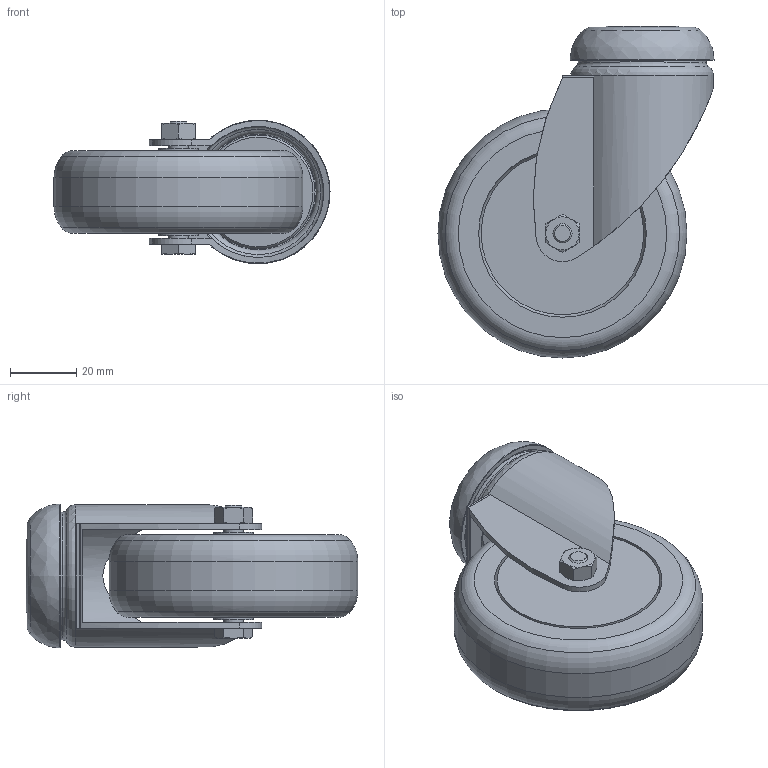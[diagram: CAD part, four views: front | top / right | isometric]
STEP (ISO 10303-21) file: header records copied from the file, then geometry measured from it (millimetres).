
FILE_DESCRIPTION((''),'2;1');
FILE_NAME('AR3487.stp','2016-08-05T15:44:16',('Envy'),(''),'Autodesk Inventor 2013','Autodesk Inventor 2013','');
FILE_SCHEMA(('AUTOMOTIVE_DESIGN { 1 0 10303 214 1 1 1 1 }'));
Length unit declared in the file: millimetre
Products named in the file (3): AR3487; AR3487 I; AR3487 II
Assembly tree (2 placements, depth 2):
  AR3487
    AR3487 I
    AR3487 II
Bounding box: 83.16 x 100 x 43.31 mm (x, y, z)
Volume: 96475.4 mm3; surface area: 43626.7 mm2
Topology: 2 solids, 2 shells, 124 faces, 259 edges, 158 vertices
Faces by surface type: plane 46, cylinder 30, torus 25, cone 22, bspline 1
Full cylindrical faces by diameter (mm): 6 x1, 8.1 x1, 11 x1, 11.999 x2, 12 x2, 15.999 x2, 16 x1, 20.9 x1, 21.2 x1, 33 x1, 38.5 x1, 39.5 x1, 40.312 x1, 43 x1, 43.312 x1, 49 x2, 50.5 x2, 75 x1
Entity records: 3315 total; most frequent: CARTESIAN_POINT 706, DIRECTION 533, ORIENTED_EDGE 404, AXIS2_PLACEMENT_3D 243, EDGE_CURVE 202, EDGE_LOOP 201, VERTEX_POINT 153, FACE_OUTER_BOUND 124
